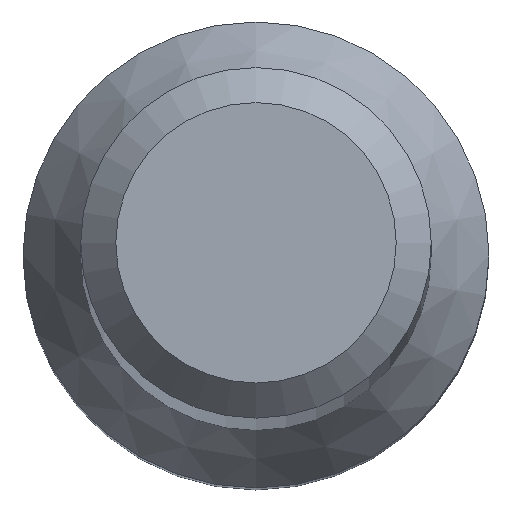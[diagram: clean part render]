
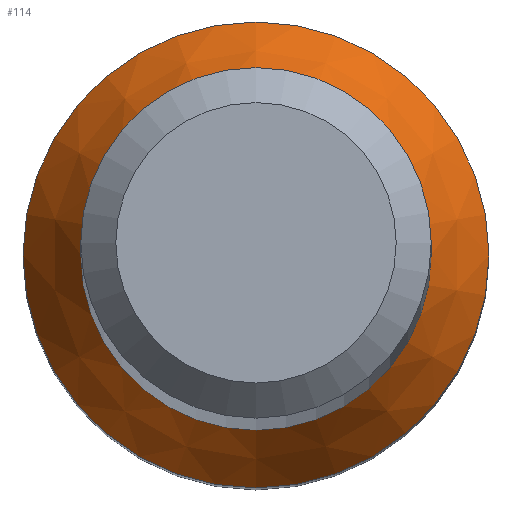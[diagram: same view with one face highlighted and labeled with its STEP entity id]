
A CAD part, top view. The second image highlights one B-rep face of the part: STEP entity #114.
In plain terms, the highlighted conical face has half-angle 30 degrees and reference radius 1.994 mm.
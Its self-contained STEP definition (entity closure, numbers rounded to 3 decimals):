
#2 = EDGE_CURVE ( 'NONE', #232, #232, #8, .T. ) ;
#8 = CIRCLE ( 'NONE', #157, 1.5 ) ;
#11 = DIRECTION ( 'NONE',  ( 0., 1., 0. ) ) ;
#25 = FACE_OUTER_BOUND ( 'NONE', #204, .T. ) ;
#33 = EDGE_CURVE ( 'NONE', #139, #139, #87, .T. ) ;
#38 = DIRECTION ( 'NONE',  ( 0., 0., -1. ) ) ;
#40 = CARTESIAN_POINT ( 'NONE',  ( 0., 1.5, 11.083 ) ) ;
#55 = CARTESIAN_POINT ( 'NONE',  ( 0., 0., 10.227 ) ) ;
#86 = DIRECTION ( 'NONE',  ( 0., 0., -1. ) ) ;
#87 = CIRCLE ( 'NONE', #123, 1.994 ) ;
#114 = ADVANCED_FACE ( 'NONE', ( #237, #25 ), #143, .T. ) ;
#123 = AXIS2_PLACEMENT_3D ( 'NONE', #55, #135, #208 ) ;
#133 = DIRECTION ( 'NONE',  ( 0., 1., 0. ) ) ;
#135 = DIRECTION ( 'NONE',  ( 0., 0., -1. ) ) ;
#139 = VERTEX_POINT ( 'NONE', #213 ) ;
#143 = CONICAL_SURFACE ( 'NONE', #201, 1.994, 0.524 ) ;
#157 = AXIS2_PLACEMENT_3D ( 'NONE', #227, #38, #133 ) ;
#171 = ORIENTED_EDGE ( 'NONE', *, *, #33, .F. ) ;
#182 = CARTESIAN_POINT ( 'NONE',  ( 0., 0., 10.227 ) ) ;
#192 = ORIENTED_EDGE ( 'NONE', *, *, #2, .T. ) ;
#201 = AXIS2_PLACEMENT_3D ( 'NONE', #182, #86, #11 ) ;
#204 = EDGE_LOOP ( 'NONE', ( #171 ) ) ;
#208 = DIRECTION ( 'NONE',  ( 0., 1., 0. ) ) ;
#213 = CARTESIAN_POINT ( 'NONE',  ( 0., 1.994, 10.227 ) ) ;
#226 = EDGE_LOOP ( 'NONE', ( #192 ) ) ;
#227 = CARTESIAN_POINT ( 'NONE',  ( 0., 0., 11.083 ) ) ;
#232 = VERTEX_POINT ( 'NONE', #40 ) ;
#237 = FACE_BOUND ( 'NONE', #226, .T. ) ;
